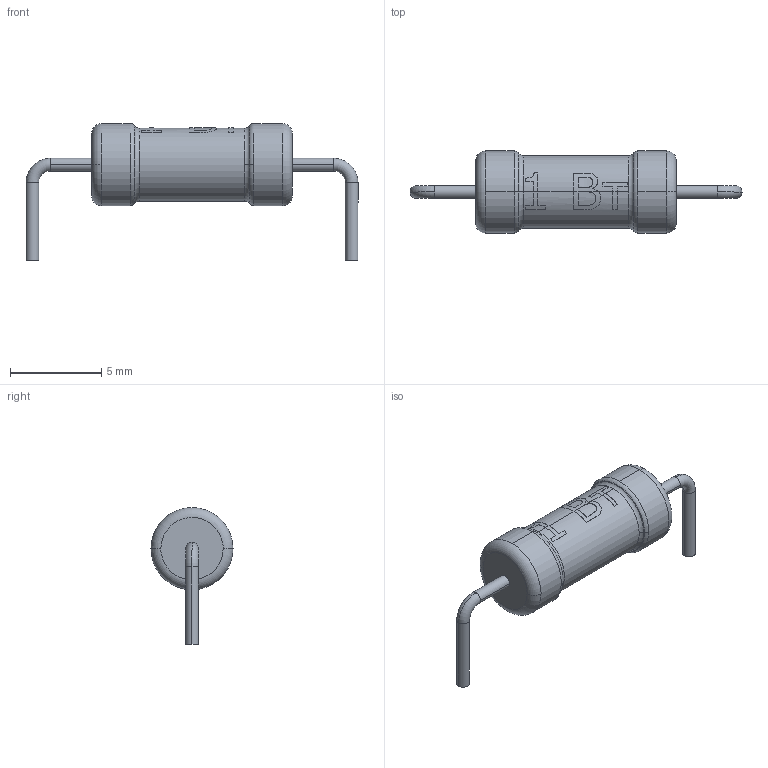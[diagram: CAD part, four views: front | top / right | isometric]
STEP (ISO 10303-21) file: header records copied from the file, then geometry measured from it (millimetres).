
FILE_DESCRIPTION (( 'STEP AP214' ), '1' );
FILE_NAME ('User Library-RES1.0L17.5_china.STEP', '2021-01-15T13:37:13', ( '' ), ( '' ), 'SwSTEP 2.0', 'SolidWorks 2020', '' );
FILE_SCHEMA (( 'AUTOMOTIVE_DESIGN' ));
Length unit declared in the file: millimetre
Products named in the file (3): _X2_0414043504420430043B044C_X0_6; _X2_0414043504420430043B044C_X0_8; User Library-RES1.0L17.5_china
Assembly tree (2 placements, depth 2):
  User Library-RES1.0L17.5_china
    _X2_0414043504420430043B044C_X0_6
    _X2_0414043504420430043B044C_X0_8
Bounding box: 18.2 x 4.5 x 7.5 mm (x, y, z)
Volume: 158.4 mm3; surface area: 210 mm2
Topology: 3 solids, 3 shells, 93 faces, 246 edges, 160 vertices
Faces by surface type: plane 34, cylinder 23, torus 16, bspline 16, cone 4
Entity records: 4468 total; most frequent: CARTESIAN_POINT 1054, ORIENTED_EDGE 492, DIRECTION 472, EDGE_CURVE 246, AXIS2_PLACEMENT_3D 186, VERTEX_POINT 160, CIRCLE 104, UNCERTAINTY_MEASURE_WITH_UNIT 101
